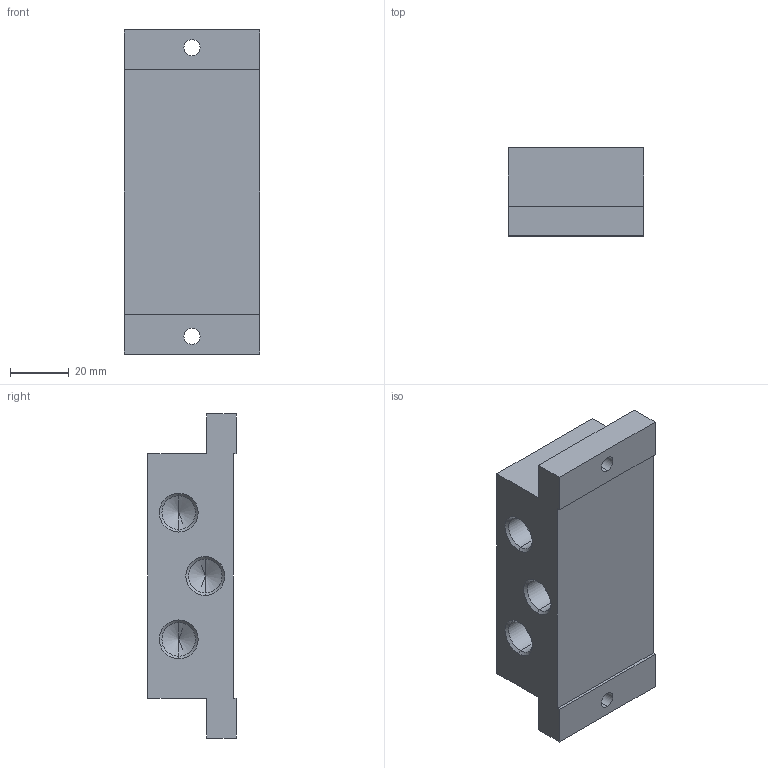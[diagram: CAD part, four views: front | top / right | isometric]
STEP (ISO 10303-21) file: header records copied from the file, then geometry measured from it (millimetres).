
FILE_DESCRIPTION (( 'STEP AP203' ), '1' );
FILE_NAME ('HSB-1SG.step', '2022-04-19T17:45:19', ( '' ), ( '' ), 'SwSTEP 2.0', 'SolidWorks 2021', '' );
FILE_SCHEMA (( 'CONFIG_CONTROL_DESIGN' ));
Length unit declared in the file: millimetre
Products named in the file (1): HSB-1SG
Bounding box: 46 x 30 x 110 mm (x, y, z)
Volume: 112738.8 mm3; surface area: 22817.1 mm2
Topology: 1 solids, 1 shells, 107 faces, 254 edges, 153 vertices
Faces by surface type: cylinder 40, plane 39, cone 28
Entity records: 3065 total; most frequent: DIRECTION 550, CARTESIAN_POINT 501, ORIENTED_EDGE 480, EDGE_CURVE 240, AXIS2_PLACEMENT_3D 202, VERTEX_POINT 153, VECTOR 146, LINE 146
